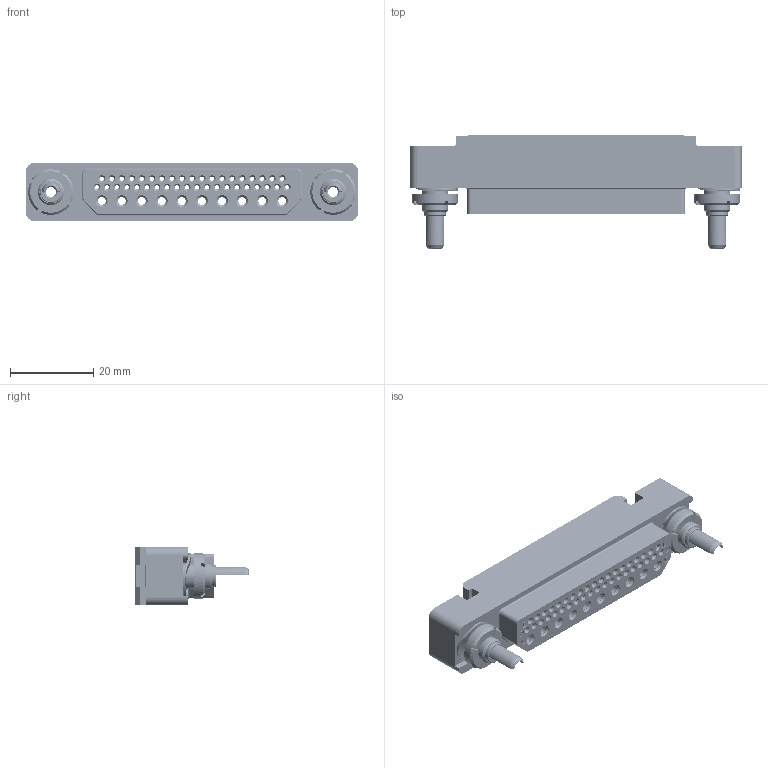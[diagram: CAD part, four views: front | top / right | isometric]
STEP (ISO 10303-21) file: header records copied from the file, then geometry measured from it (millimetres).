
FILE_DESCRIPTION((''),'2;1');
FILE_NAME('1900ND03S2B00A','2020-08-05T',('presta_be4'),(''),'CREO PARAMETRIC BY PTC INC, 2018360','CREO PARAMETRIC BY PTC INC, 2018360','');
FILE_SCHEMA(('CONFIG_CONTROL_DESIGN'));
Products named in the file (1): 1900ND03S2B00A
Bounding box: 80 x 27.26 x 14 mm (x, y, z)
Volume: 13275.5 mm3; surface area: 17441.1 mm2
Topology: 1 solids, 1 shells, 4778 faces, 13005 edges, 8472 vertices
Faces by surface type: plane 2540, cylinder 1356, cone 632, sphere 156, bspline 40, torus 28, extrusion 26
Entity records: 188610 total; most frequent: CARTESIAN_POINT 66326, ORIENTED_EDGE 26002, DIRECTION 25069, EDGE_CURVE 13001, AXIS2_PLACEMENT_3D 8740, VERTEX_POINT 8472, VECTOR 7589, LINE 7563
